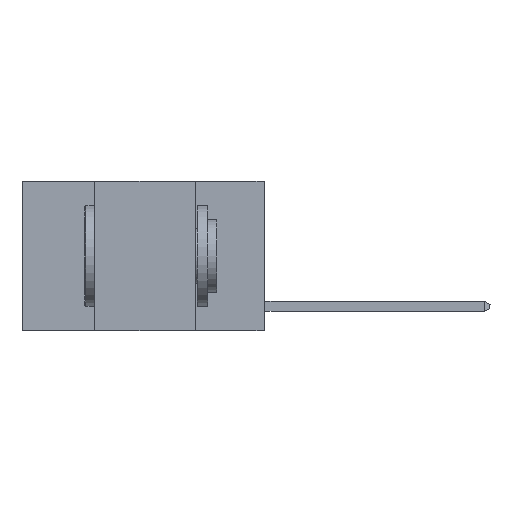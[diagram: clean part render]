
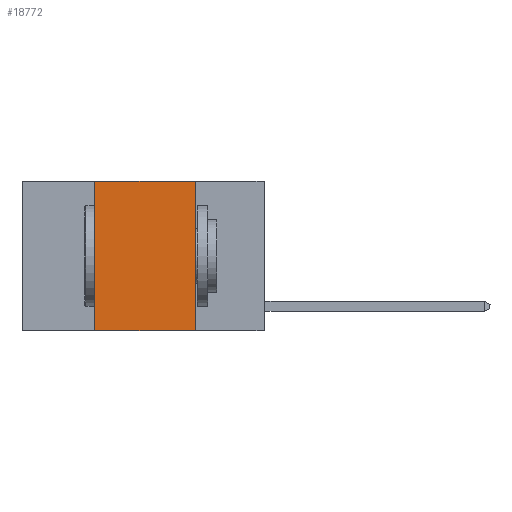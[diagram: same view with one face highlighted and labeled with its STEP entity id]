
A CAD part, left-side view. The second image highlights one B-rep face of the part: STEP entity #18772.
In plain terms, the highlighted planar face has unit normal (-1, 0, 0).
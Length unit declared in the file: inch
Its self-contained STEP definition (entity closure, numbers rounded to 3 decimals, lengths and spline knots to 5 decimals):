
#1724 = ORIENTED_EDGE ( 'NONE', *, *, #12785, .F. ) ;
#1955 = CARTESIAN_POINT ( 'NONE',  ( 0., 0.6, 0. ) ) ;
#2265 = CARTESIAN_POINT ( 'NONE',  ( 0., 0.17, 0. ) ) ;
#2391 = CARTESIAN_POINT ( 'NONE',  ( 0., 0.42, -0.37 ) ) ;
#2685 = CARTESIAN_POINT ( 'NONE',  ( 0., 0.42, 0. ) ) ;
#2791 = DIRECTION ( 'NONE',  ( 0., -1., 0. ) ) ;
#3666 = ORIENTED_EDGE ( 'NONE', *, *, #16129, .T. ) ;
#4323 = VERTEX_POINT ( 'NONE', #15186 ) ;
#4342 = VECTOR ( 'NONE', #7352, 39.37008 ) ;
#4520 = VERTEX_POINT ( 'NONE', #2265 ) ;
#4758 = FACE_OUTER_BOUND ( 'NONE', #14043, .T. ) ;
#5935 = LINE ( 'NONE', #1955, #7845 ) ;
#6178 = EDGE_CURVE ( 'NONE', #4323, #4520, #5935, .T. ) ;
#7352 = DIRECTION ( 'NONE',  ( 0., 0., -1. ) ) ;
#7512 = VERTEX_POINT ( 'NONE', #2391 ) ;
#7845 = VECTOR ( 'NONE', #14670, 39.37008 ) ;
#8257 = DIRECTION ( 'NONE',  ( 1., 0., 0. ) ) ;
#10267 = CARTESIAN_POINT ( 'NONE',  ( 0., 0.17, -0.37 ) ) ;
#10805 = VECTOR ( 'NONE', #2791, 39.37008 ) ;
#10883 = AXIS2_PLACEMENT_3D ( 'NONE', #14196, #8257, #11464 ) ;
#11464 = DIRECTION ( 'NONE',  ( 0., 0., -1. ) ) ;
#12785 = EDGE_CURVE ( 'NONE', #4520, #13112, #14994, .T. ) ;
#13112 = VERTEX_POINT ( 'NONE', #10267 ) ;
#13152 = CARTESIAN_POINT ( 'NONE',  ( 0., 0.6, -0.37 ) ) ;
#13157 = EDGE_CURVE ( 'NONE', #7512, #4323, #15359, .T. ) ;
#13428 = VECTOR ( 'NONE', #14777, 39.37008 ) ;
#14043 = EDGE_LOOP ( 'NONE', ( #1724, #15107, #14934, #3666 ) ) ;
#14196 = CARTESIAN_POINT ( 'NONE',  ( 0., 0.6, 0. ) ) ;
#14338 = LINE ( 'NONE', #13152, #10805 ) ;
#14670 = DIRECTION ( 'NONE',  ( 0., -1., 0. ) ) ;
#14777 = DIRECTION ( 'NONE',  ( 0., 0., 1. ) ) ;
#14934 = ORIENTED_EDGE ( 'NONE', *, *, #13157, .F. ) ;
#14994 = LINE ( 'NONE', #17888, #4342 ) ;
#15107 = ORIENTED_EDGE ( 'NONE', *, *, #6178, .F. ) ;
#15186 = CARTESIAN_POINT ( 'NONE',  ( 0., 0.42, 0. ) ) ;
#15359 = LINE ( 'NONE', #2685, #13428 ) ;
#16129 = EDGE_CURVE ( 'NONE', #7512, #13112, #14338, .T. ) ;
#17416 = PLANE ( 'NONE',  #10883 ) ;
#17888 = CARTESIAN_POINT ( 'NONE',  ( 0., 0.17, 0. ) ) ;
#18772 = ADVANCED_FACE ( 'NONE', ( #4758 ), #17416, .F. ) ;
